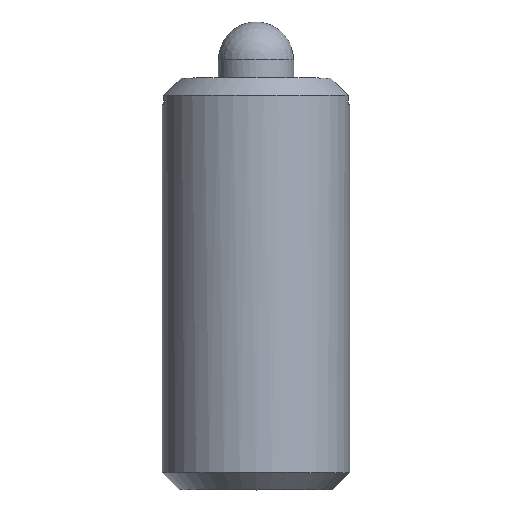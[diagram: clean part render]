
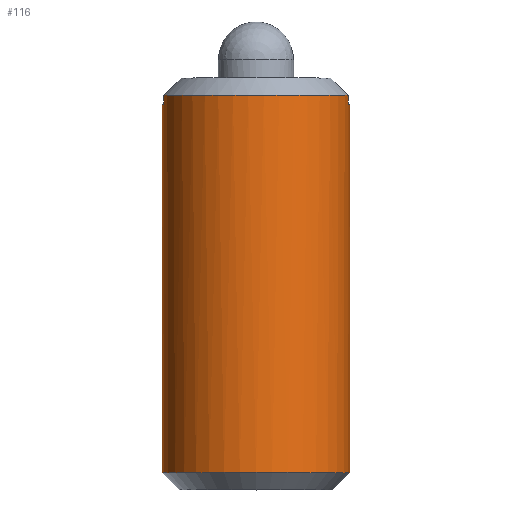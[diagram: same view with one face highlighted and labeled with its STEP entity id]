
A CAD part, top view. The second image highlights one B-rep face of the part: STEP entity #116.
In plain terms, the highlighted cylindrical face has radius 5 mm (diameter 10 mm), a partial arc.
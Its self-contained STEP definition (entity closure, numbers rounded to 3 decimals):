
#116 = ADVANCED_FACE( '', ( #212 ), #213, .T. );
#212 = FACE_OUTER_BOUND( '', #319, .T. );
#213 = CYLINDRICAL_SURFACE( '', #320, 5. );
#319 = EDGE_LOOP( '', ( #644, #645, #646, #647, #648, #649, #650, #651 ) );
#320 = AXIS2_PLACEMENT_3D( '', #652, #653, #654 );
#644 = ORIENTED_EDGE( '', *, *, #706, .T. );
#645 = ORIENTED_EDGE( '', *, *, #792, .T. );
#646 = ORIENTED_EDGE( '', *, *, #801, .T. );
#647 = ORIENTED_EDGE( '', *, *, #802, .F. );
#648 = ORIENTED_EDGE( '', *, *, #795, .T. );
#649 = ORIENTED_EDGE( '', *, *, #798, .T. );
#650 = ORIENTED_EDGE( '', *, *, #707, .T. );
#651 = ORIENTED_EDGE( '', *, *, #803, .T. );
#652 = CARTESIAN_POINT( '', ( 0., 11., 0. ) );
#653 = DIRECTION( '', ( 0., -1., 0. ) );
#654 = DIRECTION( '', ( 1., 0., 0. ) );
#706 = EDGE_CURVE( '', #845, #852, #853, .T. );
#707 = EDGE_CURVE( '', #854, #849, #855, .T. );
#792 = EDGE_CURVE( '', #852, #996, #998, .T. );
#795 = EDGE_CURVE( '', #1002, #1000, #1003, .T. );
#798 = EDGE_CURVE( '', #1000, #854, #1007, .T. );
#801 = EDGE_CURVE( '', #996, #1010, #1012, .T. );
#802 = EDGE_CURVE( '', #1002, #1010, #1013, .T. );
#803 = EDGE_CURVE( '', #849, #845, #1014, .T. );
#845 = VERTEX_POINT( '', #1028 );
#849 = VERTEX_POINT( '', #1033 );
#852 = VERTEX_POINT( '', #1037 );
#853 = LINE( '', #1038, #1039 );
#854 = VERTEX_POINT( '', #1040 );
#855 = LINE( '', #1041, #1042 );
#996 = VERTEX_POINT( '', #1317 );
#998 = CIRCLE( '', #1320, 5. );
#1000 = VERTEX_POINT( '', #1322 );
#1002 = VERTEX_POINT( '', #1325 );
#1003 = LINE( '', #1326, #1327 );
#1007 = CIRCLE( '', #1341, 5. );
#1010 = VERTEX_POINT( '', #1345 );
#1012 = LINE( '', #1356, #1357 );
#1013 = CIRCLE( '', #1358, 5. );
#1014 = CIRCLE( '', #1359, 5. );
#1028 = CARTESIAN_POINT( '', ( 5., 0.92, 0. ) );
#1033 = CARTESIAN_POINT( '', ( -5., 0.92, 0. ) );
#1037 = CARTESIAN_POINT( '', ( 5., 20.6, 0. ) );
#1038 = CARTESIAN_POINT( '', ( 5., 11., 0. ) );
#1039 = VECTOR( '', #1386, 1. );
#1040 = CARTESIAN_POINT( '', ( -5., 20.6, 0. ) );
#1041 = CARTESIAN_POINT( '', ( -5., 11., 0. ) );
#1042 = VECTOR( '', #1387, 1. );
#1317 = CARTESIAN_POINT( '', ( 4.936, 20.6, 0.8 ) );
#1320 = AXIS2_PLACEMENT_3D( '', #1520, #1521, #1522 );
#1322 = CARTESIAN_POINT( '', ( -4.936, 20.6, 0.8 ) );
#1325 = CARTESIAN_POINT( '', ( -4.936, 21.08, 0.8 ) );
#1326 = CARTESIAN_POINT( '', ( -4.936, 20.84, 0.8 ) );
#1327 = VECTOR( '', #1527, 1. );
#1341 = AXIS2_PLACEMENT_3D( '', #1529, #1530, #1531 );
#1345 = CARTESIAN_POINT( '', ( 4.936, 21.08, 0.8 ) );
#1356 = CARTESIAN_POINT( '', ( 4.936, 20.84, 0.8 ) );
#1357 = VECTOR( '', #1533, 1. );
#1358 = AXIS2_PLACEMENT_3D( '', #1534, #1535, #1536 );
#1359 = AXIS2_PLACEMENT_3D( '', #1537, #1538, #1539 );
#1386 = DIRECTION( '', ( 0., 1., 0. ) );
#1387 = DIRECTION( '', ( 0., -1., 0. ) );
#1520 = CARTESIAN_POINT( '', ( 0., 20.6, 0. ) );
#1521 = DIRECTION( '', ( 0., -1., 0. ) );
#1522 = DIRECTION( '', ( 1., 0., 0. ) );
#1527 = DIRECTION( '', ( 0., -1., 0. ) );
#1529 = CARTESIAN_POINT( '', ( 0., 20.6, 0. ) );
#1530 = DIRECTION( '', ( 0., -1., 0. ) );
#1531 = DIRECTION( '', ( 1., 0., 0. ) );
#1533 = DIRECTION( '', ( 0., 1., 0. ) );
#1534 = CARTESIAN_POINT( '', ( 0., 21.08, 0. ) );
#1535 = DIRECTION( '', ( 0., 1., 0. ) );
#1536 = DIRECTION( '', ( 1., 0., 0. ) );
#1537 = CARTESIAN_POINT( '', ( 0., 0.92, 0. ) );
#1538 = DIRECTION( '', ( 0., 1., 0. ) );
#1539 = DIRECTION( '', ( 1., 0., 0. ) );
